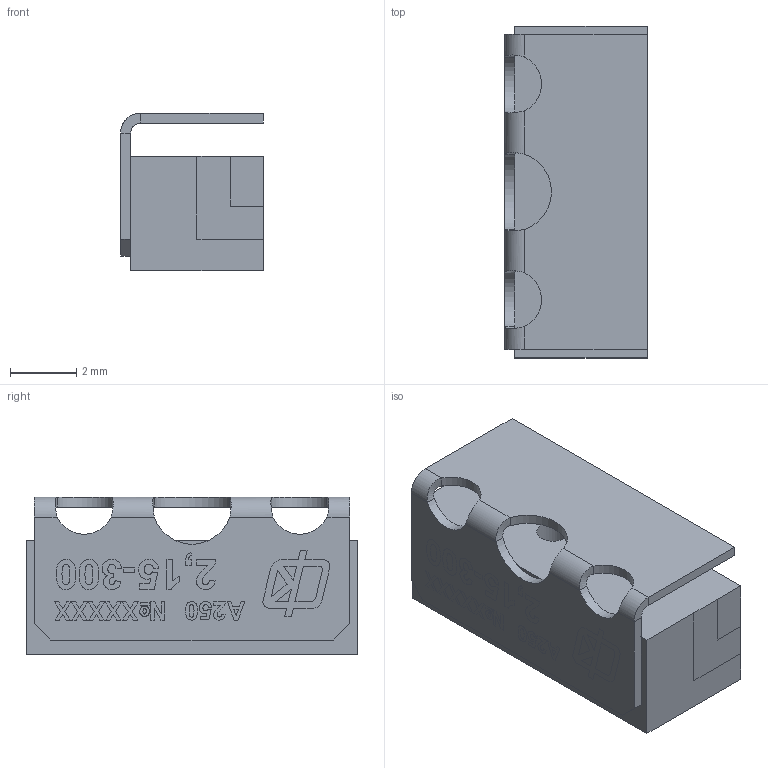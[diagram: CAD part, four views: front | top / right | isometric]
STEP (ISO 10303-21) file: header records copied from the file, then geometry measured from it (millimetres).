
FILE_DESCRIPTION(('STEP AP203'), '1');
FILE_NAME('ÍØÁÀ.434834.106-00.01_Ôèëüòð ÔÊÏ1-306-2,15-300', '', ('UNSPECIFIED'), ('UNSPECIFIED'), 'ASCON STEP Converter 1.6', 'ASCON Math Kernel', '');
FILE_SCHEMA(('CONFIG_CONTROL_DESIGN'));
Length unit declared in the file: millimetre
Products named in the file (1): НШБА.434834.106-00.01_Фильтр ФКП1-306-2,15-300
Bounding box: 4.3 x 10 x 4.75 mm (x, y, z)
Volume: 150.9 mm3; surface area: 358.3 mm2
Topology: 2 solids, 2 shells, 350 faces, 934 edges, 612 vertices
Faces by surface type: plane 219, bspline 107, cylinder 24
Full cylindrical faces by diameter (mm): 0.6 x2, 1 x2
Entity records: 23042 total; most frequent: CARTESIAN_POINT 12356, ORIENTED_EDGE 1860, DIRECTION 1148, EDGE_CURVE 930, VERTEX_POINT 612, LINE 588, VECTOR 588, EDGE_LOOP 392
